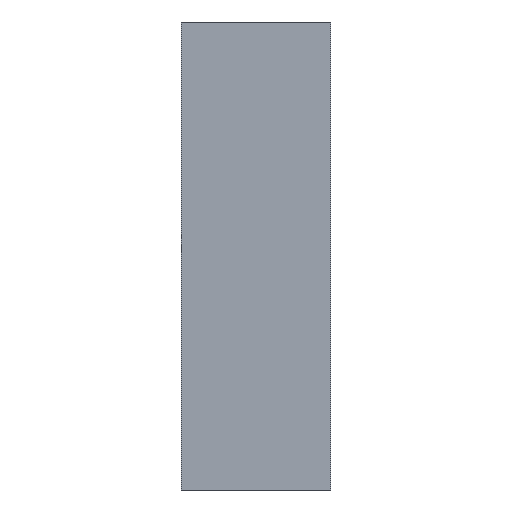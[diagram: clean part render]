
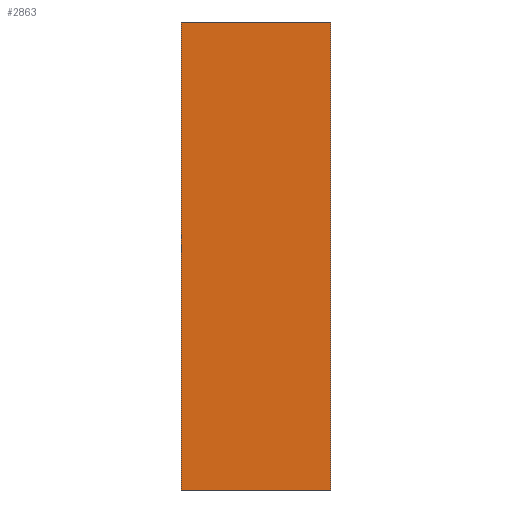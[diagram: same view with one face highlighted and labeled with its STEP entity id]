
A CAD part, left-side view. The second image highlights one B-rep face of the part: STEP entity #2863.
In plain terms, the highlighted planar face has unit normal (-1, 0, 0).
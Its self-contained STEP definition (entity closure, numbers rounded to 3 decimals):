
#6 = EDGE_CURVE ( 'NONE', #3743, #6074, #4839, .T. ) ;
#321 = DIRECTION ( 'NONE',  ( 1., 0., 0. ) ) ;
#638 = EDGE_CURVE ( 'NONE', #6074, #3885, #3124, .T. ) ;
#744 = AXIS2_PLACEMENT_3D ( 'NONE', #1385, #321, #2351 ) ;
#1207 = DIRECTION ( 'NONE',  ( 0., 0., 1. ) ) ;
#1228 = CARTESIAN_POINT ( 'NONE',  ( -1.25, 0.8, 1.25 ) ) ;
#1385 = CARTESIAN_POINT ( 'NONE',  ( -1.25, 0.8, 1.25 ) ) ;
#1405 = CARTESIAN_POINT ( 'NONE',  ( -1.25, 0.8, -1.25 ) ) ;
#1709 = DIRECTION ( 'NONE',  ( 0., 0., 1. ) ) ;
#1887 = ORIENTED_EDGE ( 'NONE', *, *, #638, .T. ) ;
#2177 = LINE ( 'NONE', #1228, #6158 ) ;
#2207 = LINE ( 'NONE', #5556, #4139 ) ;
#2227 = ORIENTED_EDGE ( 'NONE', *, *, #4940, .F. ) ;
#2314 = CARTESIAN_POINT ( 'NONE',  ( -1.25, 0., 1.25 ) ) ;
#2351 = DIRECTION ( 'NONE',  ( 0., 0., -1. ) ) ;
#2474 = DIRECTION ( 'NONE',  ( 0., -1., 0. ) ) ;
#2541 = ORIENTED_EDGE ( 'NONE', *, *, #4173, .F. ) ;
#2863 = ADVANCED_FACE ( 'NONE', ( #6018 ), #4413, .F. ) ;
#3124 = LINE ( 'NONE', #2314, #4977 ) ;
#3325 = CARTESIAN_POINT ( 'NONE',  ( -1.25, 0.8, -1.25 ) ) ;
#3355 = DIRECTION ( 'NONE',  ( 0., -1., 0. ) ) ;
#3364 = VERTEX_POINT ( 'NONE', #3627 ) ;
#3627 = CARTESIAN_POINT ( 'NONE',  ( -1.25, 0.8, 1.25 ) ) ;
#3743 = VERTEX_POINT ( 'NONE', #1405 ) ;
#3885 = VERTEX_POINT ( 'NONE', #5523 ) ;
#4139 = VECTOR ( 'NONE', #2474, 1000. ) ;
#4173 = EDGE_CURVE ( 'NONE', #3743, #3364, #2177, .T. ) ;
#4333 = CARTESIAN_POINT ( 'NONE',  ( -1.25, 0., -1.25 ) ) ;
#4413 = PLANE ( 'NONE',  #744 ) ;
#4839 = LINE ( 'NONE', #3325, #5583 ) ;
#4940 = EDGE_CURVE ( 'NONE', #3364, #3885, #2207, .T. ) ;
#4974 = ORIENTED_EDGE ( 'NONE', *, *, #6, .T. ) ;
#4977 = VECTOR ( 'NONE', #1709, 1000. ) ;
#5200 = EDGE_LOOP ( 'NONE', ( #1887, #2227, #2541, #4974 ) ) ;
#5523 = CARTESIAN_POINT ( 'NONE',  ( -1.25, 0., 1.25 ) ) ;
#5556 = CARTESIAN_POINT ( 'NONE',  ( -1.25, 0.8, 1.25 ) ) ;
#5583 = VECTOR ( 'NONE', #3355, 1000. ) ;
#6018 = FACE_OUTER_BOUND ( 'NONE', #5200, .T. ) ;
#6074 = VERTEX_POINT ( 'NONE', #4333 ) ;
#6158 = VECTOR ( 'NONE', #1207, 1000. ) ;
